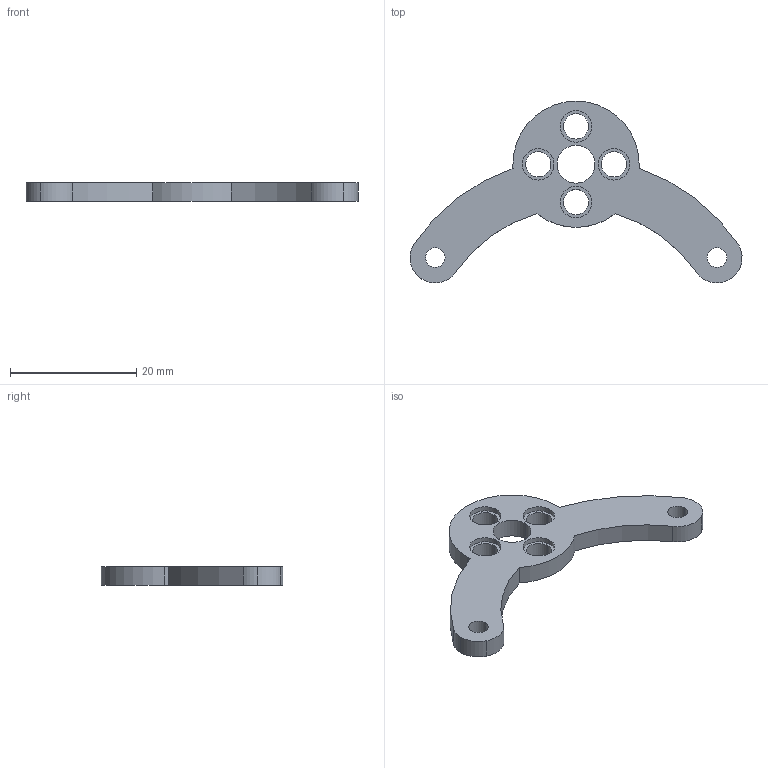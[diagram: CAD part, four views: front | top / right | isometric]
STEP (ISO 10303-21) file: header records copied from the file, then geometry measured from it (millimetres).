
FILE_DESCRIPTION (( 'STEP AP203' ), '1' );
FILE_NAME ('2018_water_pt6.STEP', '2017-10-03T14:56:01', ( '' ), ( '' ), 'SwSTEP 2.0', 'SolidWorks 2016', '' );
FILE_SCHEMA (( 'CONFIG_CONTROL_DESIGN' ));
Length unit declared in the file: millimetre
Products named in the file (1): 2018_water_pt6
Bounding box: 52.6 x 28.79 x 3 mm (x, y, z)
Volume: 1627.1 mm3; surface area: 1805.7 mm2
Topology: 1 solids, 1 shells, 41 faces, 105 edges, 70 vertices
Faces by surface type: cylinder 35, plane 6
Entity records: 1394 total; most frequent: DIRECTION 259, CARTESIAN_POINT 217, ORIENTED_EDGE 210, AXIS2_PLACEMENT_3D 112, EDGE_CURVE 105, CIRCLE 70, VERTEX_POINT 70, EDGE_LOOP 59
